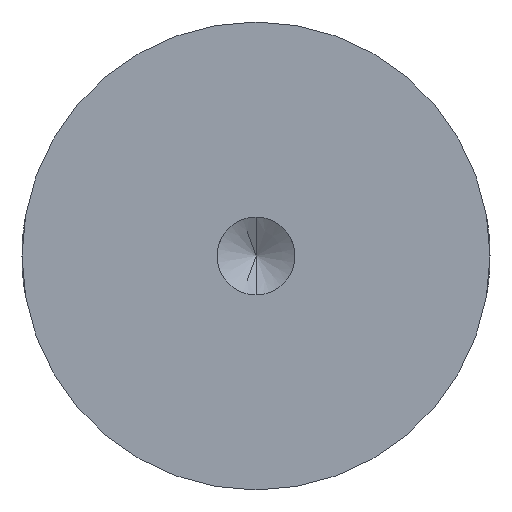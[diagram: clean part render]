
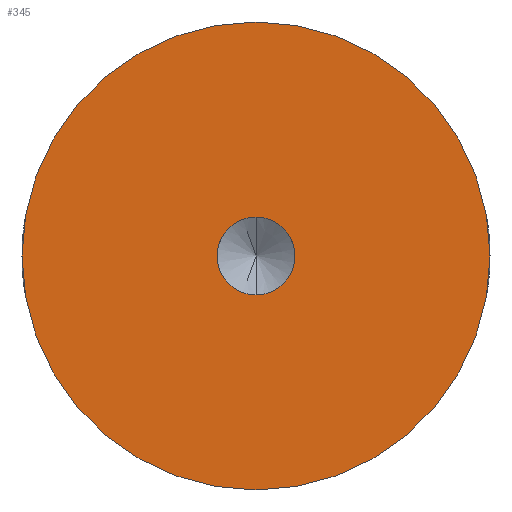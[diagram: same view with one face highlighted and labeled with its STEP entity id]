
A CAD part, front view. The second image highlights one B-rep face of the part: STEP entity #345.
In plain terms, the highlighted planar face has unit normal (0, -1, 0).
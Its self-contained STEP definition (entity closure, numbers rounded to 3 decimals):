
#4 = CIRCLE ( 'NONE', #189, 1. ) ;
#19 = AXIS2_PLACEMENT_3D ( 'NONE', #609, #127, #937 ) ;
#47 = VERTEX_POINT ( 'NONE', #166 ) ;
#66 = DIRECTION ( 'NONE',  ( 0., 1., 0. ) ) ;
#80 = PLANE ( 'NONE',  #988 ) ;
#127 = DIRECTION ( 'NONE',  ( 0., 1., 0. ) ) ;
#147 = DIRECTION ( 'NONE',  ( 0., -1., 0. ) ) ;
#160 = CARTESIAN_POINT ( 'NONE',  ( 6., -30., 0. ) ) ;
#166 = CARTESIAN_POINT ( 'NONE',  ( -6., -30., 0. ) ) ;
#182 = ORIENTED_EDGE ( 'NONE', *, *, #1015, .F. ) ;
#189 = AXIS2_PLACEMENT_3D ( 'NONE', #248, #333, #822 ) ;
#248 = CARTESIAN_POINT ( 'NONE',  ( 0., -30., 0. ) ) ;
#287 = VERTEX_POINT ( 'NONE', #617 ) ;
#294 = CARTESIAN_POINT ( 'NONE',  ( 0., -30., 0. ) ) ;
#298 = CARTESIAN_POINT ( 'NONE',  ( 0., -30., 0. ) ) ;
#333 = DIRECTION ( 'NONE',  ( 0., -1., 0. ) ) ;
#345 = ADVANCED_FACE ( 'NONE', ( #805, #845 ), #80, .F. ) ;
#380 = EDGE_LOOP ( 'NONE', ( #900, #182 ) ) ;
#452 = VERTEX_POINT ( 'NONE', #975 ) ;
#528 = VERTEX_POINT ( 'NONE', #660 ) ;
#552 = DIRECTION ( 'NONE',  ( -1., 0., 0. ) ) ;
#583 = CIRCLE ( 'NONE', #754, 6. ) ;
#589 = AXIS2_PLACEMENT_3D ( 'NONE', #298, #147, #870 ) ;
#609 = CARTESIAN_POINT ( 'NONE',  ( 0., -30., 0. ) ) ;
#617 = CARTESIAN_POINT ( 'NONE',  ( 6., -30., 0. ) ) ;
#632 = CIRCLE ( 'NONE', #589, 1. ) ;
#660 = CARTESIAN_POINT ( 'NONE',  ( 0., -30., -1. ) ) ;
#665 = EDGE_CURVE ( 'NONE', #47, #287, #815, .T. ) ;
#704 = EDGE_CURVE ( 'NONE', #287, #47, #583, .T. ) ;
#754 = AXIS2_PLACEMENT_3D ( 'NONE', #294, #66, #552 ) ;
#760 = EDGE_CURVE ( 'NONE', #528, #452, #632, .T. ) ;
#805 = FACE_BOUND ( 'NONE', #380, .T. ) ;
#815 = CIRCLE ( 'NONE', #19, 6. ) ;
#822 = DIRECTION ( 'NONE',  ( 0., 0., -1. ) ) ;
#841 = EDGE_LOOP ( 'NONE', ( #875, #1018 ) ) ;
#845 = FACE_OUTER_BOUND ( 'NONE', #841, .T. ) ;
#870 = DIRECTION ( 'NONE',  ( 0., 0., -1. ) ) ;
#874 = DIRECTION ( 'NONE',  ( 0., 1., 0. ) ) ;
#875 = ORIENTED_EDGE ( 'NONE', *, *, #665, .F. ) ;
#883 = DIRECTION ( 'NONE',  ( -1., 0., 0. ) ) ;
#900 = ORIENTED_EDGE ( 'NONE', *, *, #760, .F. ) ;
#937 = DIRECTION ( 'NONE',  ( -1., 0., 0. ) ) ;
#975 = CARTESIAN_POINT ( 'NONE',  ( 0., -30., 1. ) ) ;
#988 = AXIS2_PLACEMENT_3D ( 'NONE', #160, #874, #883 ) ;
#1015 = EDGE_CURVE ( 'NONE', #452, #528, #4, .T. ) ;
#1018 = ORIENTED_EDGE ( 'NONE', *, *, #704, .F. ) ;
